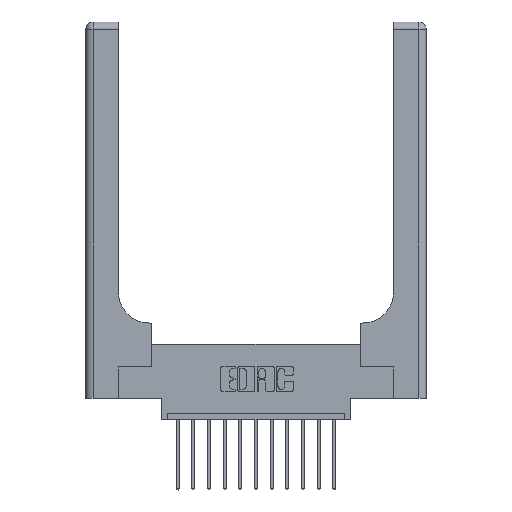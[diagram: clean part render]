
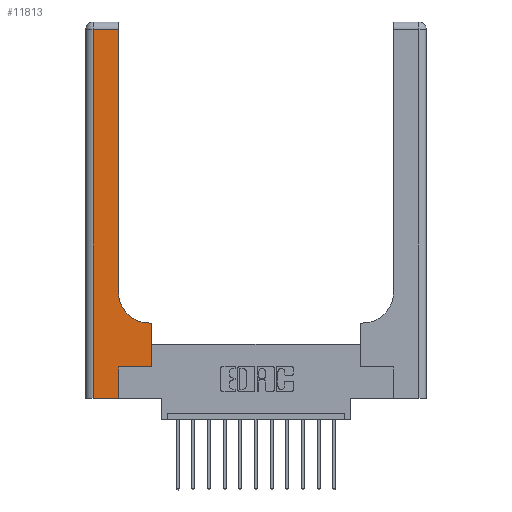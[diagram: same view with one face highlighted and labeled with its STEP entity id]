
A CAD part, top view. The second image highlights one B-rep face of the part: STEP entity #11813.
In plain terms, the highlighted planar face has unit normal (0, 0, 1).
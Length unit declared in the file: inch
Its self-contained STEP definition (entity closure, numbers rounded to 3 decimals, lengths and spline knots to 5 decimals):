
#52 = CARTESIAN_POINT ( 'NONE',  ( 0.528, 0.6, 0.37 ) ) ;
#557 = FACE_OUTER_BOUND ( 'NONE', #6801, .T. ) ;
#1304 = VECTOR ( 'NONE', #5880, 39.37008 ) ;
#1306 = VECTOR ( 'NONE', #10188, 39.37008 ) ;
#1444 = CARTESIAN_POINT ( 'NONE',  ( 0., 2.94, 0.37 ) ) ;
#1803 = VERTEX_POINT ( 'NONE', #12145 ) ;
#1981 = VECTOR ( 'NONE', #10190, 39.37008 ) ;
#2155 = DIRECTION ( 'NONE',  ( 0., 0., -1. ) ) ;
#2235 = LINE ( 'NONE', #8297, #6980 ) ;
#2239 = CARTESIAN_POINT ( 'NONE',  ( 0.528, 0.25, 0.37 ) ) ;
#2568 = VERTEX_POINT ( 'NONE', #7430 ) ;
#2587 = ORIENTED_EDGE ( 'NONE', *, *, #3685, .T. ) ;
#3120 = EDGE_CURVE ( 'NONE', #8159, #6590, #15885, .T. ) ;
#3253 = CARTESIAN_POINT ( 'NONE',  ( 0.26, 0.85, 0.37 ) ) ;
#3254 = LINE ( 'NONE', #11111, #12341 ) ;
#3359 = AXIS2_PLACEMENT_3D ( 'NONE', #6055, #2155, #3596 ) ;
#3596 = DIRECTION ( 'NONE',  ( 1., 0., 0. ) ) ;
#3685 = EDGE_CURVE ( 'NONE', #1803, #9500, #15275, .T. ) ;
#3903 = EDGE_CURVE ( 'NONE', #9505, #8159, #3254, .T. ) ;
#3913 = DIRECTION ( 'NONE',  ( 0., -1., 0. ) ) ;
#4455 = DIRECTION ( 'NONE',  ( -1., 0., 0. ) ) ;
#4813 = EDGE_CURVE ( 'NONE', #11641, #9505, #2235, .T. ) ;
#5038 = ORIENTED_EDGE ( 'NONE', *, *, #5223, .T. ) ;
#5160 = PLANE ( 'NONE',  #15354 ) ;
#5223 = EDGE_CURVE ( 'NONE', #14290, #2568, #13461, .T. ) ;
#5340 = LINE ( 'NONE', #10306, #1981 ) ;
#5880 = DIRECTION ( 'NONE',  ( 0., 1., 0. ) ) ;
#5981 = DIRECTION ( 'NONE',  ( -1., 0., 0. ) ) ;
#6055 = CARTESIAN_POINT ( 'NONE',  ( 0.51, 0.85, 0.37 ) ) ;
#6590 = VERTEX_POINT ( 'NONE', #52 ) ;
#6801 = EDGE_LOOP ( 'NONE', ( #14354, #5038, #11006, #9699, #15001, #15196, #9891, #10521, #2587 ) ) ;
#6926 = EDGE_CURVE ( 'NONE', #13065, #11641, #16277, .T. ) ;
#6969 = CARTESIAN_POINT ( 'NONE',  ( 0.26, 2.94, 0.37 ) ) ;
#6980 = VECTOR ( 'NONE', #14667, 39.37008 ) ;
#7430 = CARTESIAN_POINT ( 'NONE',  ( 0.06, 2.94, 0.37 ) ) ;
#8159 = VERTEX_POINT ( 'NONE', #14434 ) ;
#8297 = CARTESIAN_POINT ( 'NONE',  ( 0.265, 0., 0.37 ) ) ;
#9474 = CARTESIAN_POINT ( 'NONE',  ( 0.265, 0., 0.37 ) ) ;
#9500 = VERTEX_POINT ( 'NONE', #3253 ) ;
#9505 = VERTEX_POINT ( 'NONE', #12186 ) ;
#9699 = ORIENTED_EDGE ( 'NONE', *, *, #6926, .T. ) ;
#9738 = DIRECTION ( 'NONE',  ( 1., 0., 0. ) ) ;
#9852 = LINE ( 'NONE', #15665, #10254 ) ;
#9891 = ORIENTED_EDGE ( 'NONE', *, *, #3120, .T. ) ;
#10188 = DIRECTION ( 'NONE',  ( 1., 0., 0. ) ) ;
#10190 = DIRECTION ( 'NONE',  ( 0., 1., 0. ) ) ;
#10254 = VECTOR ( 'NONE', #4455, 39.37008 ) ;
#10306 = CARTESIAN_POINT ( 'NONE',  ( 0.26, 3., 0.37 ) ) ;
#10403 = EDGE_CURVE ( 'NONE', #9500, #14290, #5340, .T. ) ;
#10521 = ORIENTED_EDGE ( 'NONE', *, *, #11753, .T. ) ;
#11006 = ORIENTED_EDGE ( 'NONE', *, *, #11975, .T. ) ;
#11025 = VECTOR ( 'NONE', #3913, 39.37008 ) ;
#11111 = CARTESIAN_POINT ( 'NONE',  ( 0.265, 0.25, 0.37 ) ) ;
#11562 = CARTESIAN_POINT ( 'NONE',  ( 0., 3., 0.37 ) ) ;
#11641 = VERTEX_POINT ( 'NONE', #9474 ) ;
#11753 = EDGE_CURVE ( 'NONE', #6590, #1803, #9852, .T. ) ;
#11813 = ADVANCED_FACE ( 'NONE', ( #557 ), #5160, .F. ) ;
#11915 = VECTOR ( 'NONE', #16311, 39.37008 ) ;
#11975 = EDGE_CURVE ( 'NONE', #2568, #13065, #12401, .T. ) ;
#12145 = CARTESIAN_POINT ( 'NONE',  ( 0.51, 0.6, 0.37 ) ) ;
#12186 = CARTESIAN_POINT ( 'NONE',  ( 0.265, 0.25, 0.37 ) ) ;
#12341 = VECTOR ( 'NONE', #9738, 39.37008 ) ;
#12401 = LINE ( 'NONE', #12515, #11025 ) ;
#12515 = CARTESIAN_POINT ( 'NONE',  ( 0.06, 3., 0.37 ) ) ;
#12823 = CARTESIAN_POINT ( 'NONE',  ( 0., 0., 0.37 ) ) ;
#13065 = VERTEX_POINT ( 'NONE', #14436 ) ;
#13461 = LINE ( 'NONE', #1444, #11915 ) ;
#13973 = DIRECTION ( 'NONE',  ( 0., 0., -1. ) ) ;
#14290 = VERTEX_POINT ( 'NONE', #6969 ) ;
#14354 = ORIENTED_EDGE ( 'NONE', *, *, #10403, .T. ) ;
#14434 = CARTESIAN_POINT ( 'NONE',  ( 0.528, 0.25, 0.37 ) ) ;
#14436 = CARTESIAN_POINT ( 'NONE',  ( 0.06, 0., 0.37 ) ) ;
#14667 = DIRECTION ( 'NONE',  ( 0., 1., 0. ) ) ;
#15001 = ORIENTED_EDGE ( 'NONE', *, *, #4813, .T. ) ;
#15196 = ORIENTED_EDGE ( 'NONE', *, *, #3903, .T. ) ;
#15275 = CIRCLE ( 'NONE', #3359, 0.25 ) ;
#15354 = AXIS2_PLACEMENT_3D ( 'NONE', #11562, #13973, #5981 ) ;
#15665 = CARTESIAN_POINT ( 'NONE',  ( 0.26, 0.6, 0.37 ) ) ;
#15885 = LINE ( 'NONE', #2239, #1304 ) ;
#16277 = LINE ( 'NONE', #12823, #1306 ) ;
#16311 = DIRECTION ( 'NONE',  ( -1., 0., 0. ) ) ;
